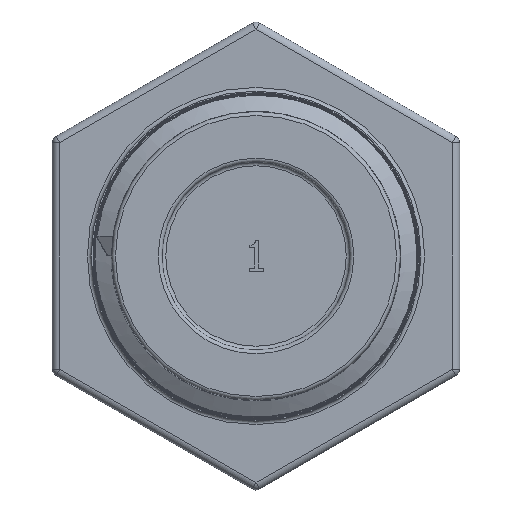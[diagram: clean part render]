
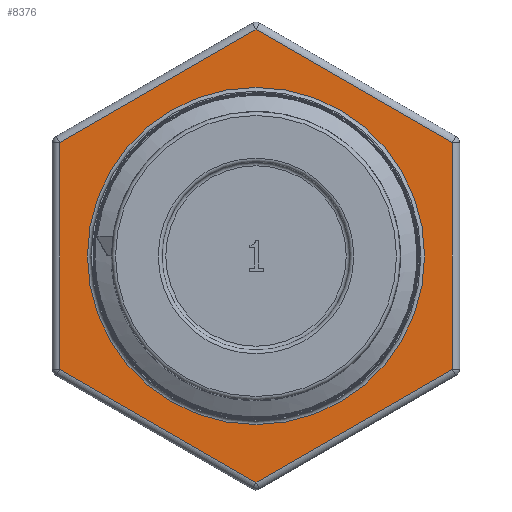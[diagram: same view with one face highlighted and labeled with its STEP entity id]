
A CAD part, front view. The second image highlights one B-rep face of the part: STEP entity #8376.
In plain terms, the highlighted planar face has unit normal (0, -1, 0).
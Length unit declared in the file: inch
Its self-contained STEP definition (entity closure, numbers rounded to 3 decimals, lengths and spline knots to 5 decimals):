
#59=FACE_BOUND('',#2606,.T.);
#144=LINE('',#12287,#994);
#145=LINE('',#12289,#995);
#146=LINE('',#12291,#996);
#147=LINE('',#12293,#997);
#148=LINE('',#12295,#998);
#149=LINE('',#12296,#999);
#994=VECTOR('',#9328,0.3937);
#995=VECTOR('',#9329,0.3937);
#996=VECTOR('',#9330,0.3937);
#997=VECTOR('',#9331,0.3937);
#998=VECTOR('',#9332,0.3937);
#999=VECTOR('',#9333,0.3937);
#1821=PLANE('',#8880);
#2110=FACE_OUTER_BOUND('',#2605,.T.);
#2605=EDGE_LOOP('',(#5778,#5779,#5780,#5781,#5782,#5783));
#2606=EDGE_LOOP('',(#5784));
#3121=CIRCLE('',#8879,0.6725);
#3573=VERTEX_POINT('',#12282);
#3574=VERTEX_POINT('',#12285);
#3575=VERTEX_POINT('',#12286);
#3576=VERTEX_POINT('',#12288);
#3577=VERTEX_POINT('',#12290);
#3578=VERTEX_POINT('',#12292);
#3579=VERTEX_POINT('',#12294);
#4434=EDGE_CURVE('',#3573,#3573,#3121,.T.);
#4435=EDGE_CURVE('',#3574,#3575,#144,.T.);
#4436=EDGE_CURVE('',#3576,#3574,#145,.T.);
#4437=EDGE_CURVE('',#3577,#3576,#146,.T.);
#4438=EDGE_CURVE('',#3578,#3577,#147,.T.);
#4439=EDGE_CURVE('',#3579,#3578,#148,.T.);
#4440=EDGE_CURVE('',#3575,#3579,#149,.T.);
#5778=ORIENTED_EDGE('',*,*,#4435,.F.);
#5779=ORIENTED_EDGE('',*,*,#4436,.F.);
#5780=ORIENTED_EDGE('',*,*,#4437,.F.);
#5781=ORIENTED_EDGE('',*,*,#4438,.F.);
#5782=ORIENTED_EDGE('',*,*,#4439,.F.);
#5783=ORIENTED_EDGE('',*,*,#4440,.F.);
#5784=ORIENTED_EDGE('',*,*,#4434,.F.);
#8376=ADVANCED_FACE('',(#2110,#59),#1821,.T.);
#8879=AXIS2_PLACEMENT_3D('',#12283,#9324,#9325);
#8880=AXIS2_PLACEMENT_3D('',#12284,#9326,#9327);
#9324=DIRECTION('center_axis',(0.,-1.,0.));
#9325=DIRECTION('ref_axis',(-1.,0.,0.));
#9326=DIRECTION('center_axis',(0.,-1.,0.));
#9327=DIRECTION('ref_axis',(0.,0.,-1.));
#9328=DIRECTION('',(0.866,0.,0.5));
#9329=DIRECTION('',(0.,0.,1.));
#9330=DIRECTION('',(-0.866,0.,0.5));
#9331=DIRECTION('',(-0.866,0.,-0.5));
#9332=DIRECTION('',(0.,0.,-1.));
#9333=DIRECTION('',(0.866,0.,-0.5));
#12282=CARTESIAN_POINT('',(0.6725,-0.29,0.));
#12283=CARTESIAN_POINT('Origin',(0.,-0.29,0.));
#12284=CARTESIAN_POINT('Origin',(0.735,-0.29,0.));
#12285=CARTESIAN_POINT('',(-0.7825,-0.29,0.45178));
#12286=CARTESIAN_POINT('',(0.,-0.29,0.90355));
#12287=CARTESIAN_POINT('',(-0.31875,-0.29,0.71952));
#12288=CARTESIAN_POINT('',(-0.7825,-0.29,-0.45178));
#12289=CARTESIAN_POINT('',(-0.7825,-0.29,-0.23455));
#12290=CARTESIAN_POINT('',(0.,-0.29,-0.90355));
#12291=CARTESIAN_POINT('',(0.0875,-0.29,-0.95407));
#12292=CARTESIAN_POINT('',(0.7825,-0.29,-0.45178));
#12293=CARTESIAN_POINT('',(0.87,-0.29,-0.40126));
#12294=CARTESIAN_POINT('',(0.7825,-0.29,0.45178));
#12295=CARTESIAN_POINT('',(0.7825,-0.29,0.23455));
#12296=CARTESIAN_POINT('',(0.46375,-0.29,0.63581));
